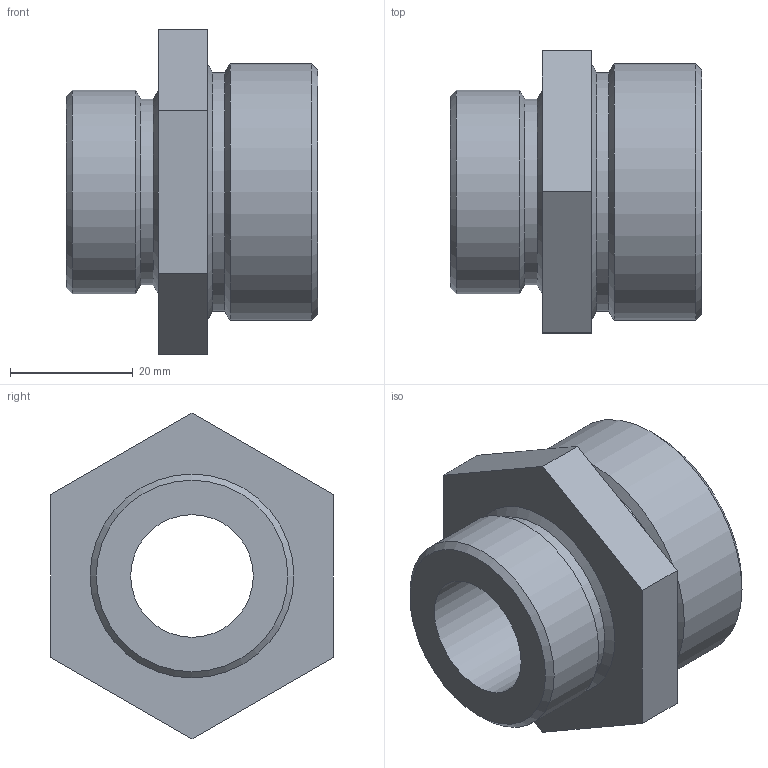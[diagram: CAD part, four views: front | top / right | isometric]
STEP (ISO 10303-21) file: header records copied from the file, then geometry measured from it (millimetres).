
FILE_DESCRIPTION (( 'STEP AP214' ), '1' );
FILE_NAME ('TUR-KN-HT40R.STEP', '2016-08-22T14:13:48', ( '' ), ( '' ), 'SwSTEP 2.0', 'SolidWorks 2016', '' );
FILE_SCHEMA (( 'AUTOMOTIVE_DESIGN' ));
Length unit declared in the file: millimetre
Products named in the file (1): TUR-KN-HT40R
Bounding box: 41 x 46 x 53.12 mm (x, y, z)
Volume: 29372.8 mm3; surface area: 11860.8 mm2
Topology: 1 solids, 1 shells, 25 faces, 56 edges, 36 vertices
Faces by surface type: plane 11, cylinder 7, cone 6, bspline 1
Full cylindrical faces by diameter (mm): 20 x1, 30 x2, 30.29 x1, 33.25 x1, 38.95 x1, 41.91 x1
Entity records: 633 total; most frequent: CARTESIAN_POINT 119, DIRECTION 104, ORIENTED_EDGE 72, EDGE_LOOP 44, AXIS2_PLACEMENT_3D 43, EDGE_CURVE 36, FACE_OUTER_BOUND 33, VERTEX_POINT 30
